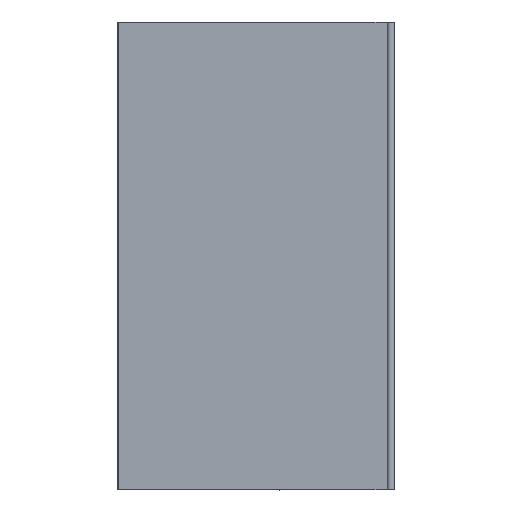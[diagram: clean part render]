
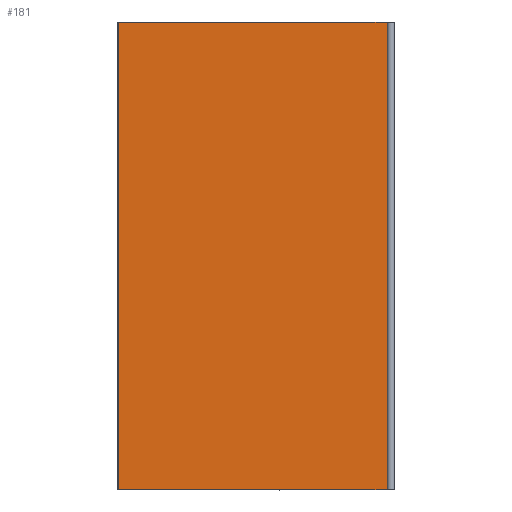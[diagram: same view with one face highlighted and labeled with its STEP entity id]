
A CAD part, top view. The second image highlights one B-rep face of the part: STEP entity #181.
In plain terms, the highlighted planar face has unit normal (0, 0, 1).
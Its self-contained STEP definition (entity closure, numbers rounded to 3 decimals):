
#181=ADVANCED_FACE('',(#355),#3028,.T.);
#355=FACE_OUTER_BOUND('',#529,.T.);
#529=EDGE_LOOP('',(#1369,#1370,#1371,#1372));
#1369=ORIENTED_EDGE('',*,*,#1733,.F.);
#1370=ORIENTED_EDGE('',*,*,#2066,.F.);
#1371=ORIENTED_EDGE('',*,*,#2067,.T.);
#1372=ORIENTED_EDGE('',*,*,#2068,.T.);
#1733=EDGE_CURVE('',#2765,#2766,#2167,.T.);
#2066=EDGE_CURVE('',#2934,#2765,#2417,.T.);
#2067=EDGE_CURVE('',#2934,#2935,#2418,.T.);
#2068=EDGE_CURVE('',#2935,#2766,#2419,.T.);
#2167=B_SPLINE_CURVE_WITH_KNOTS('',1,(#4879,#4880),.UNSPECIFIED.,.F.,.F.,
(2,2),(-120.631,0.),.UNSPECIFIED.);
#2417=B_SPLINE_CURVE_WITH_KNOTS('',1,(#5686,#5687),.UNSPECIFIED.,.F.,.F.,
(2,2),(-210.,0.),.UNSPECIFIED.);
#2418=B_SPLINE_CURVE_WITH_KNOTS('',1,(#5688,#5689),.UNSPECIFIED.,.F.,.F.,
(2,2),(-120.631,0.),.UNSPECIFIED.);
#2419=B_SPLINE_CURVE_WITH_KNOTS('',1,(#5690,#5691),.UNSPECIFIED.,.F.,.F.,
(2,2),(-210.,0.),.UNSPECIFIED.);
#2765=VERTEX_POINT('',#4233);
#2766=VERTEX_POINT('',#4234);
#2934=VERTEX_POINT('',#4402);
#2935=VERTEX_POINT('',#4403);
#3028=PLANE('',#3222);
#3222=AXIS2_PLACEMENT_3D('',#4036,#3313,$);
#3313=DIRECTION('',(0.,0.,1.));
#4036=CARTESIAN_POINT('',(-60.139,40.,62.092));
#4233=CARTESIAN_POINT('',(60.492,40.,62.092));
#4234=CARTESIAN_POINT('',(-60.139,40.,62.092));
#4402=CARTESIAN_POINT('',(60.492,250.,62.092));
#4403=CARTESIAN_POINT('',(-60.139,250.,62.092));
#4879=CARTESIAN_POINT('',(60.492,40.,62.092));
#4880=CARTESIAN_POINT('',(-60.139,40.,62.092));
#5686=CARTESIAN_POINT('',(60.492,250.,62.092));
#5687=CARTESIAN_POINT('',(60.492,40.,62.092));
#5688=CARTESIAN_POINT('',(60.492,250.,62.092));
#5689=CARTESIAN_POINT('',(-60.139,250.,62.092));
#5690=CARTESIAN_POINT('',(-60.139,250.,62.092));
#5691=CARTESIAN_POINT('',(-60.139,40.,62.092));
